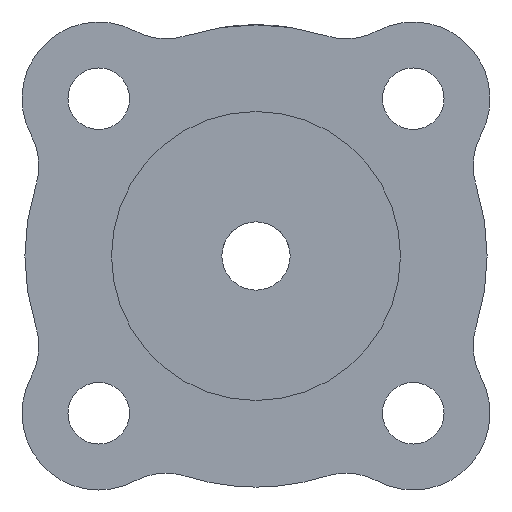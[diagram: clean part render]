
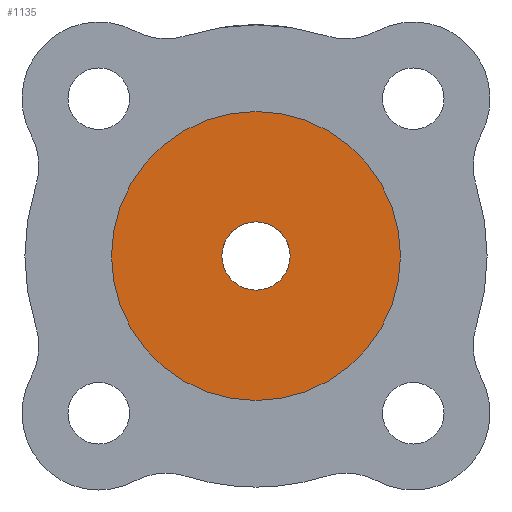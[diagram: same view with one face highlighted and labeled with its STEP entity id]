
A CAD part, front view. The second image highlights one B-rep face of the part: STEP entity #1135.
In plain terms, the highlighted planar face has unit normal (0, -1, 0).
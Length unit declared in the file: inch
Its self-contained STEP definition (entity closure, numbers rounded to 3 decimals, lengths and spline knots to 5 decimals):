
#1 = PLANE ( 'NONE',  #1150 ) ;
#7 = ORIENTED_EDGE ( 'NONE', *, *, #1098, .F. ) ;
#8 = DIRECTION ( 'NONE',  ( 0., 0., 1. ) ) ;
#13 = DIRECTION ( 'NONE',  ( 0., 1., 0. ) ) ;
#16 = CARTESIAN_POINT ( 'NONE',  ( 0., 0., 0. ) ) ;
#83 = DIRECTION ( 'NONE',  ( 0., 1., 0. ) ) ;
#109 = CIRCLE ( 'NONE', #675, 0.25 ) ;
#121 = DIRECTION ( 'NONE',  ( 0., 0., 1. ) ) ;
#123 = DIRECTION ( 'NONE',  ( 0., 1., 0. ) ) ;
#127 = CARTESIAN_POINT ( 'NONE',  ( 0., 0., 0. ) ) ;
#130 = VERTEX_POINT ( 'NONE', #617 ) ;
#136 = VERTEX_POINT ( 'NONE', #685 ) ;
#164 = AXIS2_PLACEMENT_3D ( 'NONE', #833, #830, #824 ) ;
#186 = EDGE_LOOP ( 'NONE', ( #1195, #7 ) ) ;
#197 = CARTESIAN_POINT ( 'NONE',  ( 0., 0., 0. ) ) ;
#315 = FACE_BOUND ( 'NONE', #1271, .T. ) ;
#387 = CARTESIAN_POINT ( 'NONE',  ( 0., 0., -0.05906 ) ) ;
#466 = VERTEX_POINT ( 'NONE', #471 ) ;
#471 = CARTESIAN_POINT ( 'NONE',  ( 0., 0., -0.25 ) ) ;
#558 = FACE_OUTER_BOUND ( 'NONE', #186, .T. ) ;
#588 = CIRCLE ( 'NONE', #1136, 0.25 ) ;
#617 = CARTESIAN_POINT ( 'NONE',  ( 0., 0., 0.05906 ) ) ;
#675 = AXIS2_PLACEMENT_3D ( 'NONE', #127, #123, #121 ) ;
#685 = CARTESIAN_POINT ( 'NONE',  ( 0., 0., 0.25 ) ) ;
#708 = EDGE_CURVE ( 'NONE', #994, #130, #857, .T. ) ;
#824 = DIRECTION ( 'NONE',  ( 0., 0., 1. ) ) ;
#830 = DIRECTION ( 'NONE',  ( 0., 1., 0. ) ) ;
#833 = CARTESIAN_POINT ( 'NONE',  ( 0., 0., 0. ) ) ;
#857 = CIRCLE ( 'NONE', #164, 0.05906 ) ;
#895 = ORIENTED_EDGE ( 'NONE', *, *, #708, .T. ) ;
#960 = DIRECTION ( 'NONE',  ( 0., 0., 1. ) ) ;
#994 = VERTEX_POINT ( 'NONE', #387 ) ;
#1060 = CARTESIAN_POINT ( 'NONE',  ( 0., 0., 0. ) ) ;
#1098 = EDGE_CURVE ( 'NONE', #136, #466, #109, .T. ) ;
#1128 = EDGE_CURVE ( 'NONE', #466, #136, #588, .T. ) ;
#1133 = EDGE_CURVE ( 'NONE', #130, #994, #1151, .T. ) ;
#1135 = ADVANCED_FACE ( 'NONE', ( #315, #558 ), #1, .F. ) ;
#1136 = AXIS2_PLACEMENT_3D ( 'NONE', #16, #13, #8 ) ;
#1150 = AXIS2_PLACEMENT_3D ( 'NONE', #1060, #1460, #960 ) ;
#1151 = CIRCLE ( 'NONE', #1411, 0.05906 ) ;
#1195 = ORIENTED_EDGE ( 'NONE', *, *, #1128, .F. ) ;
#1259 = DIRECTION ( 'NONE',  ( 0., 0., 1. ) ) ;
#1271 = EDGE_LOOP ( 'NONE', ( #1459, #895 ) ) ;
#1411 = AXIS2_PLACEMENT_3D ( 'NONE', #197, #83, #1259 ) ;
#1459 = ORIENTED_EDGE ( 'NONE', *, *, #1133, .T. ) ;
#1460 = DIRECTION ( 'NONE',  ( 0., 1., 0. ) ) ;
